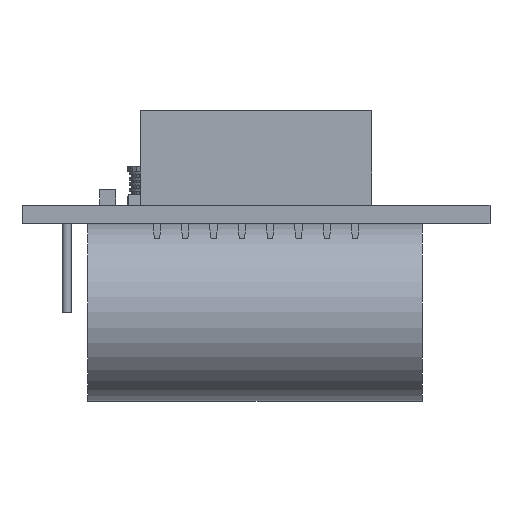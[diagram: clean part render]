
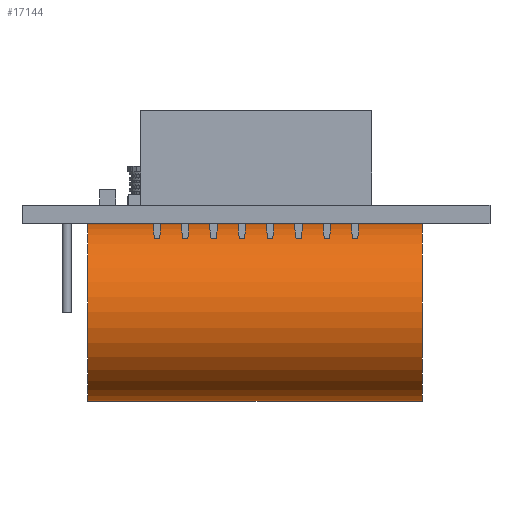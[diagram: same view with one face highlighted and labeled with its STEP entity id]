
A CAD part, left-side view. The second image highlights one B-rep face of the part: STEP entity #17144.
In plain terms, the highlighted cylindrical face has radius 8 mm (diameter 16 mm), a full revolution.
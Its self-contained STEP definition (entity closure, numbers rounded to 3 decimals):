
#17144 = ADVANCED_FACE('',(#17145),#17158,.T.);
#17145 = FACE_BOUND('',#17146,.T.);
#17146 = EDGE_LOOP('',(#17147,#17184,#17207,#17237));
#17147 = ORIENTED_EDGE('',*,*,#17148,.T.);
#17148 = EDGE_CURVE('',#17149,#17149,#17151,.T.);
#17149 = VERTEX_POINT('',#17150);
#17150 = CARTESIAN_POINT('',(8.,0.,0.));
#17151 = SURFACE_CURVE('',#17152,(#17157,#17168),.PCURVE_S1.);
#17152 = CIRCLE('',#17153,8.);
#17153 = AXIS2_PLACEMENT_3D('',#17154,#17155,#17156);
#17154 = CARTESIAN_POINT('',(0.,0.,0.));
#17155 = DIRECTION('',(0.,0.,1.));
#17156 = DIRECTION('',(1.,0.,0.));
#17157 = PCURVE('',#17158,#17163);
#17158 = CYLINDRICAL_SURFACE('',#17159,8.);
#17159 = AXIS2_PLACEMENT_3D('',#17160,#17161,#17162);
#17160 = CARTESIAN_POINT('',(0.,0.,0.));
#17161 = DIRECTION('',(0.,0.,-1.));
#17162 = DIRECTION('',(1.,0.,0.));
#17163 = DEFINITIONAL_REPRESENTATION('',(#17164),#17167);
#17164 = B_SPLINE_CURVE_WITH_KNOTS('',1,(#17165,#17166),.UNSPECIFIED.,
  .F.,.F.,(2,2),(0.,6.283),.PIECEWISE_BEZIER_KNOTS.);
#17165 = CARTESIAN_POINT('',(6.283,0.));
#17166 = CARTESIAN_POINT('',(0.,0.));
#17167 = ( GEOMETRIC_REPRESENTATION_CONTEXT(2) 
PARAMETRIC_REPRESENTATION_CONTEXT() REPRESENTATION_CONTEXT('2D SPACE',''
  ) );
#17168 = PCURVE('',#17169,#17174);
#17169 = PLANE('',#17170);
#17170 = AXIS2_PLACEMENT_3D('',#17171,#17172,#17173);
#17171 = CARTESIAN_POINT('',(8.,0.,0.));
#17172 = DIRECTION('',(0.,0.,-1.));
#17173 = DIRECTION('',(-1.,0.,0.));
#17174 = DEFINITIONAL_REPRESENTATION('',(#17175),#17183);
#17175 = ( BOUNDED_CURVE() B_SPLINE_CURVE(2,(#17176,#17177,#17178,#17179
    ,#17180,#17181,#17182),.UNSPECIFIED.,.F.,.F.) 
B_SPLINE_CURVE_WITH_KNOTS((1,2,2,2,2,1),(-2.094,0.,
    2.094,4.189,6.283,8.378),
.UNSPECIFIED.) CURVE() GEOMETRIC_REPRESENTATION_ITEM() 
RATIONAL_B_SPLINE_CURVE((1.,0.5,1.,0.5,1.,0.5,1.)) REPRESENTATION_ITEM(
  '') );
#17176 = CARTESIAN_POINT('',(0.,0.));
#17177 = CARTESIAN_POINT('',(0.,13.856));
#17178 = CARTESIAN_POINT('',(12.,6.928));
#17179 = CARTESIAN_POINT('',(24.,0.));
#17180 = CARTESIAN_POINT('',(12.,-6.928));
#17181 = CARTESIAN_POINT('',(0.,-13.856));
#17182 = CARTESIAN_POINT('',(0.,0.));
#17183 = ( GEOMETRIC_REPRESENTATION_CONTEXT(2) 
PARAMETRIC_REPRESENTATION_CONTEXT() REPRESENTATION_CONTEXT('2D SPACE',''
  ) );
#17184 = ORIENTED_EDGE('',*,*,#17185,.T.);
#17185 = EDGE_CURVE('',#17149,#17186,#17188,.T.);
#17186 = VERTEX_POINT('',#17187);
#17187 = CARTESIAN_POINT('',(8.,0.,30.));
#17188 = SEAM_CURVE('',#17189,(#17193,#17200),.PCURVE_S1.);
#17189 = LINE('',#17190,#17191);
#17190 = CARTESIAN_POINT('',(8.,0.,0.));
#17191 = VECTOR('',#17192,1.);
#17192 = DIRECTION('',(0.,0.,1.));
#17193 = PCURVE('',#17158,#17194);
#17194 = DEFINITIONAL_REPRESENTATION('',(#17195),#17199);
#17195 = LINE('',#17196,#17197);
#17196 = CARTESIAN_POINT('',(0.,0.));
#17197 = VECTOR('',#17198,1.);
#17198 = DIRECTION('',(0.,-1.));
#17199 = ( GEOMETRIC_REPRESENTATION_CONTEXT(2) 
PARAMETRIC_REPRESENTATION_CONTEXT() REPRESENTATION_CONTEXT('2D SPACE',''
  ) );
#17200 = PCURVE('',#17158,#17201);
#17201 = DEFINITIONAL_REPRESENTATION('',(#17202),#17206);
#17202 = LINE('',#17203,#17204);
#17203 = CARTESIAN_POINT('',(6.283,0.));
#17204 = VECTOR('',#17205,1.);
#17205 = DIRECTION('',(0.,-1.));
#17206 = ( GEOMETRIC_REPRESENTATION_CONTEXT(2) 
PARAMETRIC_REPRESENTATION_CONTEXT() REPRESENTATION_CONTEXT('2D SPACE',''
  ) );
#17207 = ORIENTED_EDGE('',*,*,#17208,.F.);
#17208 = EDGE_CURVE('',#17186,#17186,#17209,.T.);
#17209 = SURFACE_CURVE('',#17210,(#17215,#17221),.PCURVE_S1.);
#17210 = CIRCLE('',#17211,8.);
#17211 = AXIS2_PLACEMENT_3D('',#17212,#17213,#17214);
#17212 = CARTESIAN_POINT('',(0.,0.,30.));
#17213 = DIRECTION('',(0.,0.,1.));
#17214 = DIRECTION('',(1.,0.,0.));
#17215 = PCURVE('',#17158,#17216);
#17216 = DEFINITIONAL_REPRESENTATION('',(#17217),#17220);
#17217 = B_SPLINE_CURVE_WITH_KNOTS('',1,(#17218,#17219),.UNSPECIFIED.,
  .F.,.F.,(2,2),(0.,6.283),.PIECEWISE_BEZIER_KNOTS.);
#17218 = CARTESIAN_POINT('',(6.283,-30.));
#17219 = CARTESIAN_POINT('',(0.,-30.));
#17220 = ( GEOMETRIC_REPRESENTATION_CONTEXT(2) 
PARAMETRIC_REPRESENTATION_CONTEXT() REPRESENTATION_CONTEXT('2D SPACE',''
  ) );
#17221 = PCURVE('',#17222,#17227);
#17222 = PLANE('',#17223);
#17223 = AXIS2_PLACEMENT_3D('',#17224,#17225,#17226);
#17224 = CARTESIAN_POINT('',(8.,0.,30.));
#17225 = DIRECTION('',(0.,0.,-1.));
#17226 = DIRECTION('',(-1.,0.,0.));
#17227 = DEFINITIONAL_REPRESENTATION('',(#17228),#17236);
#17228 = ( BOUNDED_CURVE() B_SPLINE_CURVE(2,(#17229,#17230,#17231,#17232
    ,#17233,#17234,#17235),.UNSPECIFIED.,.F.,.F.) 
B_SPLINE_CURVE_WITH_KNOTS((1,2,2,2,2,1),(-2.094,0.,
    2.094,4.189,6.283,8.378),
.UNSPECIFIED.) CURVE() GEOMETRIC_REPRESENTATION_ITEM() 
RATIONAL_B_SPLINE_CURVE((1.,0.5,1.,0.5,1.,0.5,1.)) REPRESENTATION_ITEM(
  '') );
#17229 = CARTESIAN_POINT('',(0.,0.));
#17230 = CARTESIAN_POINT('',(0.,13.856));
#17231 = CARTESIAN_POINT('',(12.,6.928));
#17232 = CARTESIAN_POINT('',(24.,0.));
#17233 = CARTESIAN_POINT('',(12.,-6.928));
#17234 = CARTESIAN_POINT('',(0.,-13.856));
#17235 = CARTESIAN_POINT('',(0.,0.));
#17236 = ( GEOMETRIC_REPRESENTATION_CONTEXT(2) 
PARAMETRIC_REPRESENTATION_CONTEXT() REPRESENTATION_CONTEXT('2D SPACE',''
  ) );
#17237 = ORIENTED_EDGE('',*,*,#17185,.F.);
